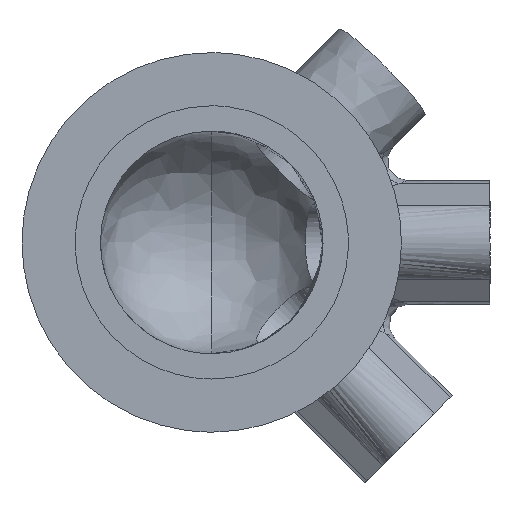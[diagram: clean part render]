
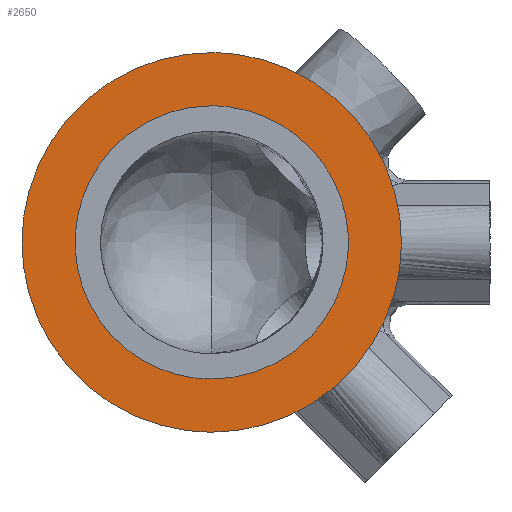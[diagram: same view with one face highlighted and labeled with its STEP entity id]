
A CAD part, front view. The second image highlights one B-rep face of the part: STEP entity #2650.
In plain terms, the highlighted free-form (B-spline) face has degree [1, 1] with [2, 2] control points.
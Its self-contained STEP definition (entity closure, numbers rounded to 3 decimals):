
#311 = VERTEX_POINT('',#312);
#312 = CARTESIAN_POINT('',(0.,7.293,
    54.696));
#317 = EDGE_CURVE('',#318,#311,#320,.T.);
#318 = VERTEX_POINT('',#319);
#319 = CARTESIAN_POINT('',(0.,7.293,-54.696));
#320 = ( BOUNDED_CURVE() B_SPLINE_CURVE(2,(#321,#322,#323,#324,#325),
.UNSPECIFIED.,.F.,.F.) B_SPLINE_CURVE_WITH_KNOTS((3,2,3),(0.,
1.571,3.142),.PIECEWISE_BEZIER_KNOTS.) CURVE() 
GEOMETRIC_REPRESENTATION_ITEM() RATIONAL_B_SPLINE_CURVE((1.,
0.707,1.,0.707,1.)) REPRESENTATION_ITEM('') );
#321 = CARTESIAN_POINT('',(0.,7.293,-54.696));
#322 = CARTESIAN_POINT('',(54.696,7.293,
    -54.696));
#323 = CARTESIAN_POINT('',(54.696,7.293,
    0.));
#324 = CARTESIAN_POINT('',(54.696,7.293,
    54.696));
#325 = CARTESIAN_POINT('',(0.,7.293,
    54.696));
#346 = EDGE_CURVE('',#347,#349,#351,.T.);
#347 = VERTEX_POINT('',#348);
#348 = CARTESIAN_POINT('',(0.,7.293,-39.381));
#349 = VERTEX_POINT('',#350);
#350 = CARTESIAN_POINT('',(0.,7.293,
    39.381));
#351 = ( BOUNDED_CURVE() B_SPLINE_CURVE(2,(#352,#353,#354,#355,#356),
.UNSPECIFIED.,.F.,.F.) B_SPLINE_CURVE_WITH_KNOTS((3,2,3),(0.,
1.571,3.142),.PIECEWISE_BEZIER_KNOTS.) CURVE() 
GEOMETRIC_REPRESENTATION_ITEM() RATIONAL_B_SPLINE_CURVE((1.,
0.707,1.,0.707,1.)) REPRESENTATION_ITEM('') );
#352 = CARTESIAN_POINT('',(0.,7.293,-39.381));
#353 = CARTESIAN_POINT('',(39.381,7.293,
    -39.381));
#354 = CARTESIAN_POINT('',(39.381,7.293,
    0.));
#355 = CARTESIAN_POINT('',(39.381,7.293,
    39.381));
#356 = CARTESIAN_POINT('',(0.,7.293,
    39.381));
#2623 = EDGE_CURVE('',#349,#347,#2624,.T.);
#2624 = ( BOUNDED_CURVE() B_SPLINE_CURVE(2,(#2625,#2626,#2627,#2628,
#2629),.UNSPECIFIED.,.F.,.F.) B_SPLINE_CURVE_WITH_KNOTS((3,2,3),(
    3.142,4.712,6.283),
.PIECEWISE_BEZIER_KNOTS.) CURVE() GEOMETRIC_REPRESENTATION_ITEM() 
RATIONAL_B_SPLINE_CURVE((1.,0.707,1.,0.707,1.)) 
REPRESENTATION_ITEM('') );
#2625 = CARTESIAN_POINT('',(0.,7.293,
    39.381));
#2626 = CARTESIAN_POINT('',(-39.381,7.293,
    39.381));
#2627 = CARTESIAN_POINT('',(-39.381,7.293,
    0.));
#2628 = CARTESIAN_POINT('',(-39.381,7.293,
    -39.381));
#2629 = CARTESIAN_POINT('',(0.,7.293,
    -39.381));
#2650 = ADVANCED_FACE('',(#2651,#2655),#2666,.F.);
#2651 = FACE_BOUND('',#2652,.T.);
#2652 = EDGE_LOOP('',(#2653,#2654));
#2653 = ORIENTED_EDGE('',*,*,#346,.F.);
#2654 = ORIENTED_EDGE('',*,*,#2623,.F.);
#2655 = FACE_BOUND('',#2656,.T.);
#2656 = EDGE_LOOP('',(#2657,#2658));
#2657 = ORIENTED_EDGE('',*,*,#317,.T.);
#2658 = ORIENTED_EDGE('',*,*,#2659,.T.);
#2659 = EDGE_CURVE('',#311,#318,#2660,.T.);
#2660 = ( BOUNDED_CURVE() B_SPLINE_CURVE(2,(#2661,#2662,#2663,#2664,
#2665),.UNSPECIFIED.,.F.,.F.) B_SPLINE_CURVE_WITH_KNOTS((3,2,3),(
    3.142,4.712,6.283),
.PIECEWISE_BEZIER_KNOTS.) CURVE() GEOMETRIC_REPRESENTATION_ITEM() 
RATIONAL_B_SPLINE_CURVE((1.,0.707,1.,0.707,1.)) 
REPRESENTATION_ITEM('') );
#2661 = CARTESIAN_POINT('',(0.,7.293,
    54.696));
#2662 = CARTESIAN_POINT('',(-54.696,7.293,
    54.696));
#2663 = CARTESIAN_POINT('',(-54.696,7.293,
    0.));
#2664 = CARTESIAN_POINT('',(-54.696,7.293,
    -54.696));
#2665 = CARTESIAN_POINT('',(0.,7.293,
    -54.696));
#2666 = B_SPLINE_SURFACE_WITH_KNOTS('',1,1,(
    (#2667,#2668)
    ,(#2669,#2670
    )),.UNSPECIFIED.,.F.,.F.,.F.,(2,2),(2,2),(-81.915,13.335),(-47.625,
    47.625),.PIECEWISE_BEZIER_KNOTS.);
#2667 = CARTESIAN_POINT('',(-54.696,7.293,
    -54.696));
#2668 = CARTESIAN_POINT('',(54.696,7.293,
    -54.696));
#2669 = CARTESIAN_POINT('',(-54.696,7.293,
    54.696));
#2670 = CARTESIAN_POINT('',(54.696,7.293,
    54.696));
